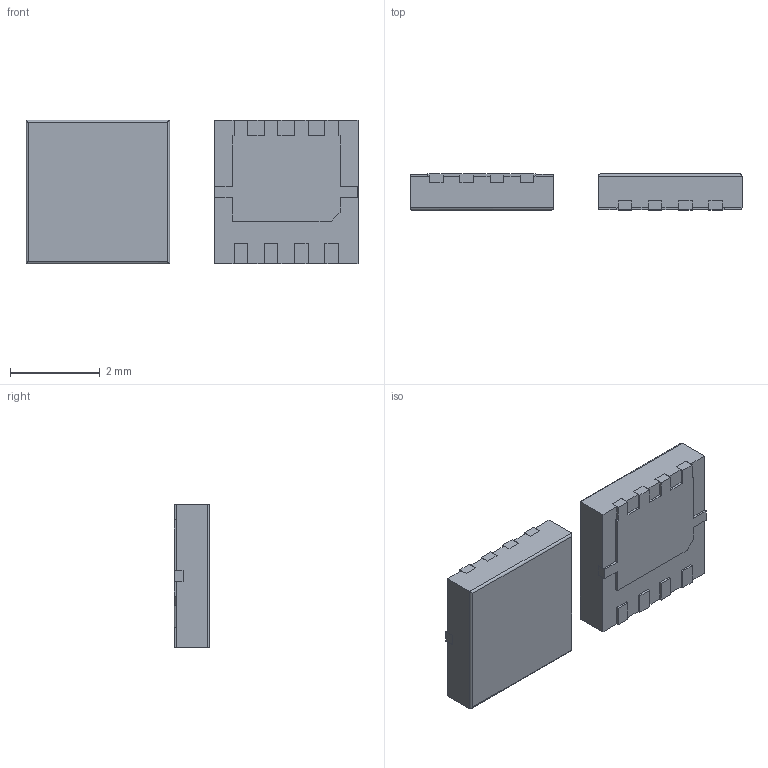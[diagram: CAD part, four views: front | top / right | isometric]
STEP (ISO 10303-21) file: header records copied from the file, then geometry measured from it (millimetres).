
FILE_DESCRIPTION (( 'STEP AP214' ), '1' );
FILE_NAME ('DFN3333.STEP', '2023-06-24T14:44:23', ( '' ), ( '' ), 'SwSTEP 2.0', 'SolidWorks 2020', '' );
FILE_SCHEMA (( 'AUTOMOTIVE_DESIGN' ));
Length unit declared in the file: millimetre
Products named in the file (3): 錨璃2; DFN3333; 錨璃1
Assembly tree (4 placements, depth 2):
  DFN3333
    錨璃1  x2
    錨璃2  x2
Bounding box: 7.4 x 0.8 x 3.2 mm (x, y, z)
Volume: 15.9 mm3; surface area: 93.9 mm2
Topology: 12 solids, 12 shells, 220 faces, 580 edges, 384 vertices
Faces by surface type: plane 212, cylinder 8
Entity records: 3484 total; most frequent: CARTESIAN_POINT 611, ORIENTED_EDGE 580, DIRECTION 520, EDGE_CURVE 290, LINE 286, VECTOR 286, VERTEX_POINT 192, AXIS2_PLACEMENT_3D 117
